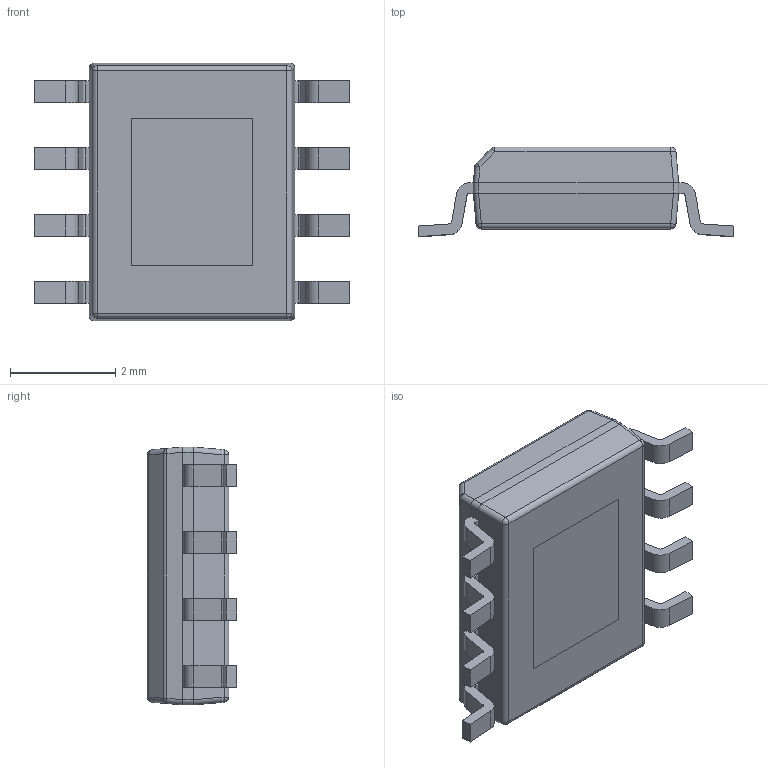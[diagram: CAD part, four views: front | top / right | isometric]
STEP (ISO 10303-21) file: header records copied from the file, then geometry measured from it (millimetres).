
FILE_DESCRIPTION (( 'STEP AP214' ), '1' );
FILE_NAME ('DDA8J.STEP', '2020-09-23T16:53:16', ( '' ), ( '' ), 'SwSTEP 2.0', 'SolidWorks 2017', '' );
FILE_SCHEMA (( 'AUTOMOTIVE_DESIGN' ));
Length unit declared in the file: millimetre
Products named in the file (1): DDA8J
Bounding box: 6 x 1.7 x 4.9 mm (x, y, z)
Volume: 29.7 mm3; surface area: 93.5 mm2
Topology: 11 solids, 11 shells, 178 faces, 440 edges, 278 vertices
Faces by surface type: plane 109, cylinder 59, sphere 10
Entity records: 5282 total; most frequent: CARTESIAN_POINT 913, DIRECTION 884, ORIENTED_EDGE 864, EDGE_CURVE 432, VECTOR 322, LINE 322, AXIS2_PLACEMENT_3D 281, VERTEX_POINT 278
